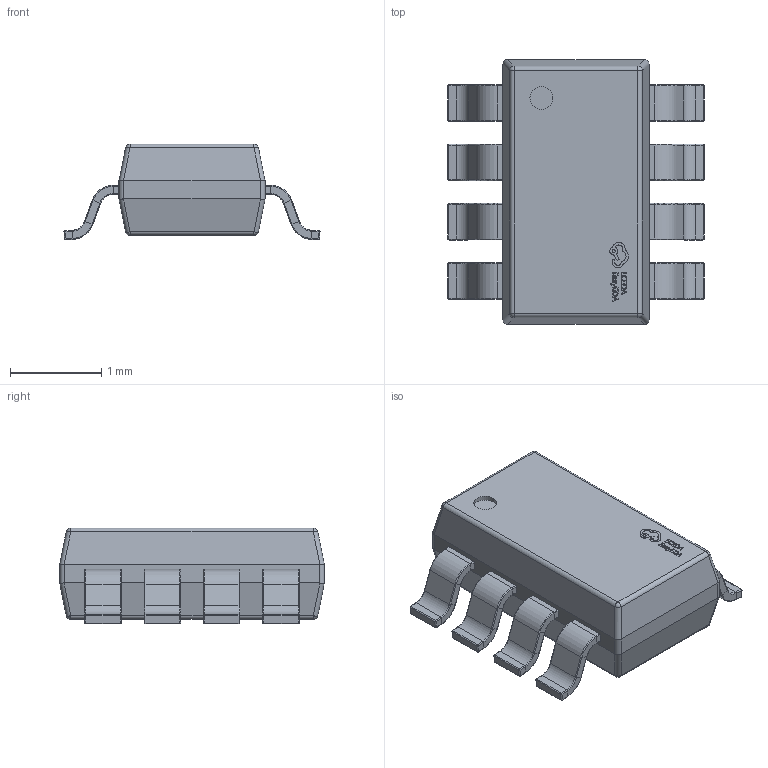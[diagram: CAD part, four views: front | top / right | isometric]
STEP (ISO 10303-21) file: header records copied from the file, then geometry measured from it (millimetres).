
FILE_DESCRIPTION (( 'STEP AP214' ), '1' );
FILE_NAME ('TSOT-23-8_L2.9-W1.6-H1.1-LS2.8-P0.65.step', '2025-05-12T01:45:32', ( '' ), ( '' ), 'SwSTEP 2.0', 'SolidWorks 2021', '' );
FILE_SCHEMA (( 'AUTOMOTIVE_DESIGN' ));
Length unit declared in the file: millimetre
Products named in the file (1): TSOT-23-8_L2.9-W1.6-H1.1-LS2.8-P0.65
Bounding box: 2.81 x 2.9 x 1.05 mm (x, y, z)
Volume: 4.6 mm3; surface area: 24 mm2
Topology: 9 solids, 9 shells, 677 faces, 1565 edges, 910 vertices
Faces by surface type: plane 285, cylinder 182, bspline 98, torus 64, sphere 48
Entity records: 26608 total; most frequent: CARTESIAN_POINT 4483, ORIENTED_EDGE 3066, DIRECTION 2897, EDGE_CURVE 1533, AXIS2_PLACEMENT_3D 1008, VERTEX_POINT 894, VECTOR 881, LINE 881
